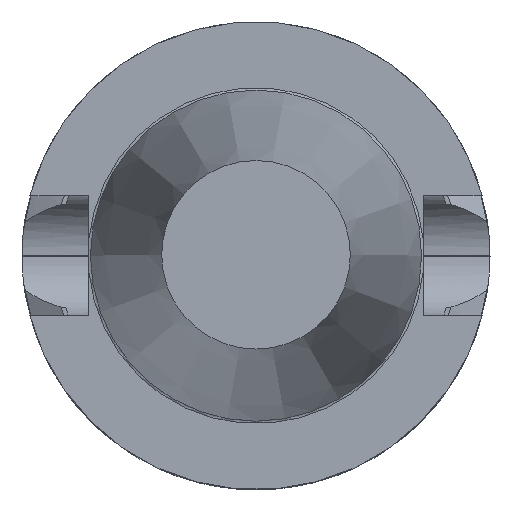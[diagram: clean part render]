
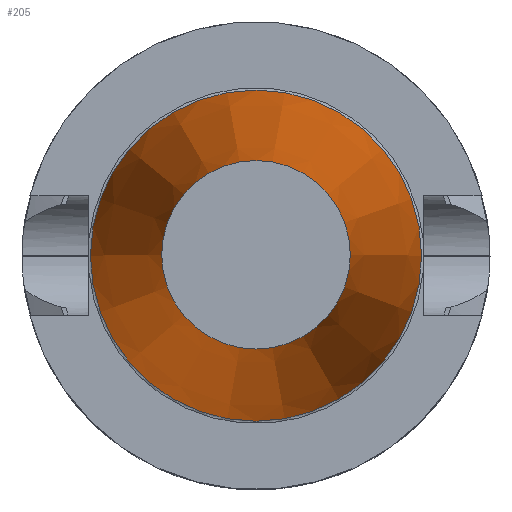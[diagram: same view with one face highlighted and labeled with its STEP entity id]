
A CAD part, top view. The second image highlights one B-rep face of the part: STEP entity #205.
In plain terms, the highlighted conical face has half-angle 8.298 degrees and reference radius 12.687 mm.
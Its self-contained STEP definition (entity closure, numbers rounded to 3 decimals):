
#184=CONICAL_SURFACE('',#869,12.687,8.298);
#205=ADVANCED_FACE('CU_FL_CO_SU_1',(#275,#276),#184,.T.);
#275=FACE_BOUND('',#326,.T.);
#276=FACE_BOUND('',#327,.T.);
#326=EDGE_LOOP('',(#426));
#327=EDGE_LOOP('',(#427));
#426=ORIENTED_EDGE('',*,*,#694,.T.);
#427=ORIENTED_EDGE('',*,*,#693,.F.);
#614=VERTEX_POINT('',#1279);
#615=VERTEX_POINT('',#1283);
#693=EDGE_CURVE('',#614,#614,#776,.T.);
#694=EDGE_CURVE('',#615,#615,#777,.T.);
#776=CIRCLE('',#864,22.283);
#777=CIRCLE('',#867,12.687);
#864=AXIS2_PLACEMENT_3D('',#1278,#1009,#1010);
#867=AXIS2_PLACEMENT_3D('',#1282,#1015,#1016);
#869=AXIS2_PLACEMENT_3D('',#1285,#1019,#1020);
#1009=DIRECTION('',(0.,0.,-1.));
#1010=DIRECTION('',(-1.,0.,0.));
#1015=DIRECTION('',(0.,0.,-1.));
#1016=DIRECTION('',(-1.,0.,0.));
#1019=DIRECTION('',(0.,0.,-1.));
#1020=DIRECTION('',(-1.,0.,0.));
#1278=CARTESIAN_POINT('',(0.,0.,-0.4));
#1279=CARTESIAN_POINT('',(-22.283,0.,-0.4));
#1282=CARTESIAN_POINT('',(0.,0.,65.4));
#1283=CARTESIAN_POINT('',(-12.687,0.,65.4));
#1285=CARTESIAN_POINT('',(0.,0.,65.4));
